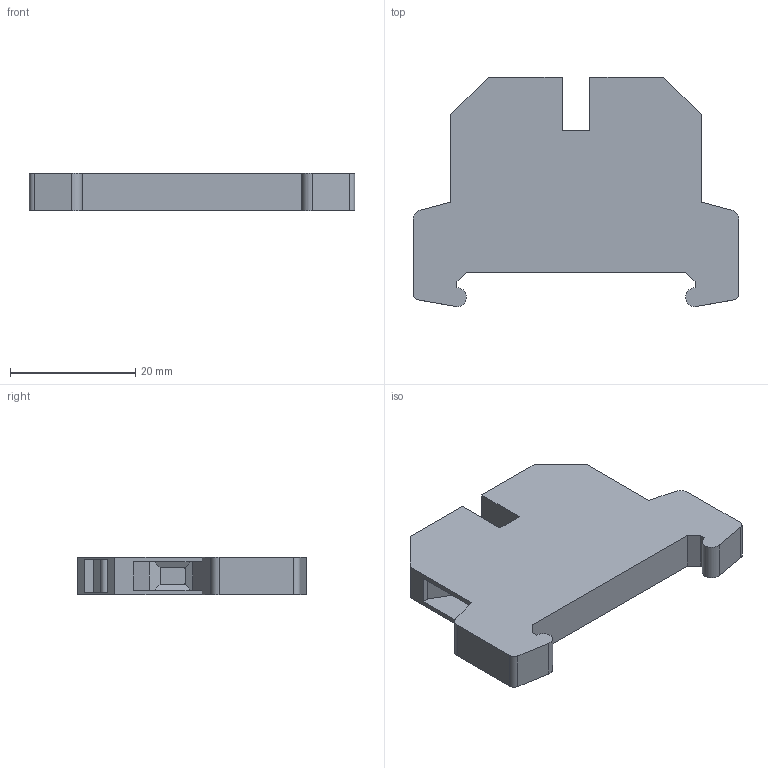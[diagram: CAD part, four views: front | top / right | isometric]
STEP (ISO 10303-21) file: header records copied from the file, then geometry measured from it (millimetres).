
FILE_DESCRIPTION(('FreeCAD Model'),'2;1');
FILE_NAME('1058_SLN_2,5_35.stp','2018-09-01T11:51:40',('Author'),(''), 'Open CASCADE STEP processor 7.2','FreeCAD','Unknown');
FILE_SCHEMA(('AUTOMOTIVE_DESIGN { 1 0 10303 214 1 1 1 1 }'));
Length unit declared in the file: millimetre
Products named in the file (1): 1058_SLN_2,5_35
Bounding box: 52 x 36.6 x 6 mm (x, y, z)
Volume: 7614.3 mm3; surface area: 4317 mm2
Topology: 1 solids, 1 shells, 80 faces, 210 edges, 136 vertices
Faces by surface type: plane 66, cylinder 14
Full cylindrical faces by diameter (mm): 3.5 x2
Entity records: 5220 total; most frequent: CARTESIAN_POINT 939, DIRECTION 803, LINE 572, VECTOR 572, ORIENTED_EDGE 420, PCURVE 420, DEFINITIONAL_REPRESENTATION 420, EDGE_CURVE 210
